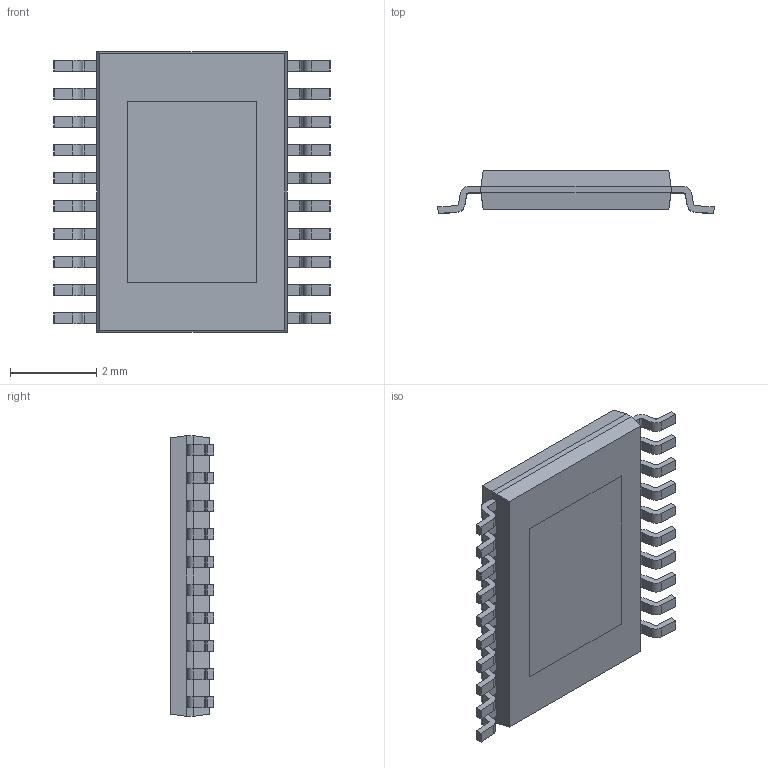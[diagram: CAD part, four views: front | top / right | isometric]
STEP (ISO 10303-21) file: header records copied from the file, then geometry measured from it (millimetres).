
FILE_DESCRIPTION (( 'STEP AP214' ), '1' );
FILE_NAME ('IC-WE TSSOP20.STEP', '2023-04-03T09:42:05', ( '' ), ( '' ), 'SwSTEP 2.0', 'SolidWorks 2021', '' );
FILE_SCHEMA (( 'AUTOMOTIVE_DESIGN' ));
Length unit declared in the file: millimetre
Products named in the file (2): IC-WE TSSOP20_IC-WE TSSOP20; IC-WE TSSOP20
Assembly tree (1 placements, depth 2):
  IC-WE TSSOP20
    IC-WE TSSOP20_IC-WE TSSOP20
Bounding box: 6.4 x 1 x 6.5 mm (x, y, z)
Volume: 26.3 mm3; surface area: 125.3 mm2
Topology: 23 solids, 23 shells, 312 faces, 784 edges, 520 vertices
Faces by surface type: plane 228, cylinder 84
Entity records: 9556 total; most frequent: CARTESIAN_POINT 1620, DIRECTION 1584, ORIENTED_EDGE 1568, EDGE_CURVE 784, VECTOR 616, LINE 616, VERTEX_POINT 520, AXIS2_PLACEMENT_3D 484
